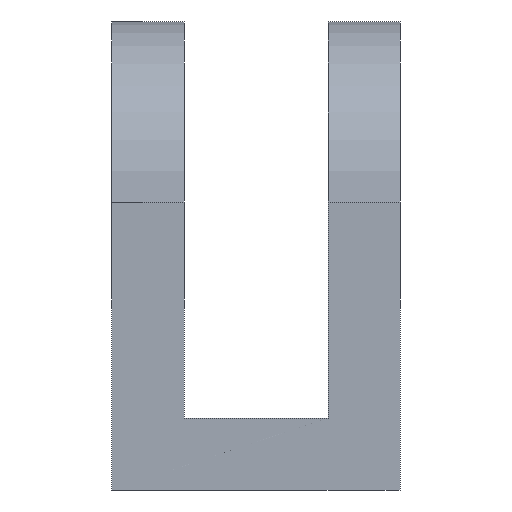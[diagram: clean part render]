
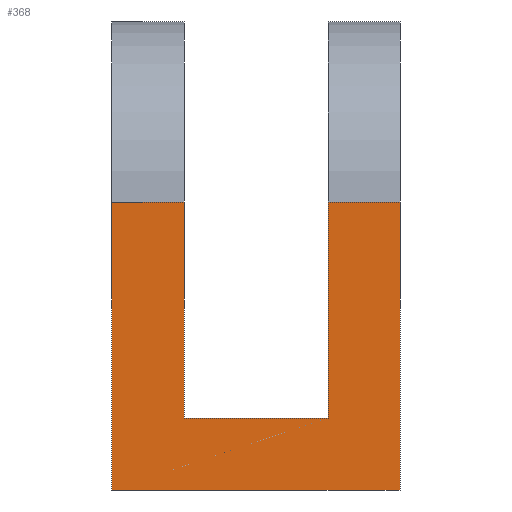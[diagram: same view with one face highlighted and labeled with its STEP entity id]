
A CAD part, front view. The second image highlights one B-rep face of the part: STEP entity #368.
In plain terms, the highlighted planar face has unit normal (0, -1, 0).
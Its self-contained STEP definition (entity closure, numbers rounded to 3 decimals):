
#28=PLANE('',#414);
#46=FACE_OUTER_BOUND('',#68,.T.);
#68=EDGE_LOOP('',(#303,#304,#305,#306,#307,#308,#309,#310));
#77=LINE('',#538,#111);
#78=LINE('',#541,#112);
#82=LINE('',#554,#116);
#85=LINE('',#562,#119);
#100=LINE('',#599,#134);
#102=LINE('',#608,#136);
#105=LINE('',#612,#139);
#106=LINE('',#613,#140);
#111=VECTOR('',#439,10.);
#112=VECTOR('',#442,10.);
#116=VECTOR('',#454,10.);
#119=VECTOR('',#461,10.);
#134=VECTOR('',#496,10.);
#136=VECTOR('',#506,10.);
#139=VECTOR('',#511,10.);
#140=VECTOR('',#512,10.);
#160=VERTEX_POINT('',#532);
#162=VERTEX_POINT('',#536);
#163=VERTEX_POINT('',#540);
#166=VERTEX_POINT('',#550);
#168=VERTEX_POINT('',#553);
#171=VERTEX_POINT('',#560);
#183=VERTEX_POINT('',#597);
#186=VERTEX_POINT('',#607);
#196=EDGE_CURVE('',#162,#160,#77,.T.);
#197=EDGE_CURVE('',#160,#163,#78,.T.);
#203=EDGE_CURVE('',#168,#166,#82,.T.);
#207=EDGE_CURVE('',#171,#166,#85,.T.);
#226=EDGE_CURVE('',#183,#171,#100,.T.);
#230=EDGE_CURVE('',#186,#163,#102,.T.);
#233=EDGE_CURVE('',#168,#162,#105,.T.);
#234=EDGE_CURVE('',#183,#186,#106,.T.);
#303=ORIENTED_EDGE('',*,*,#197,.F.);
#304=ORIENTED_EDGE('',*,*,#196,.F.);
#305=ORIENTED_EDGE('',*,*,#233,.F.);
#306=ORIENTED_EDGE('',*,*,#203,.T.);
#307=ORIENTED_EDGE('',*,*,#207,.F.);
#308=ORIENTED_EDGE('',*,*,#226,.F.);
#309=ORIENTED_EDGE('',*,*,#234,.T.);
#310=ORIENTED_EDGE('',*,*,#230,.T.);
#368=ADVANCED_FACE('',(#46),#28,.T.);
#414=AXIS2_PLACEMENT_3D('',#611,#509,#510);
#439=DIRECTION('',(0.,0.,1.));
#442=DIRECTION('',(1.,0.,0.));
#454=DIRECTION('',(0.,0.,1.));
#461=DIRECTION('',(1.,0.,0.));
#496=DIRECTION('',(0.,0.,1.));
#506=DIRECTION('',(0.,0.,1.));
#509=DIRECTION('center_axis',(0.,-1.,0.));
#510=DIRECTION('ref_axis',(1.,0.,0.));
#511=DIRECTION('',(1.,0.,0.));
#512=DIRECTION('',(1.,0.,0.));
#532=CARTESIAN_POINT('',(30.,0.,40.));
#536=CARTESIAN_POINT('',(30.,0.,10.));
#538=CARTESIAN_POINT('',(30.,0.,0.));
#540=CARTESIAN_POINT('',(40.,0.,40.));
#541=CARTESIAN_POINT('',(22.5,0.,40.));
#550=CARTESIAN_POINT('',(10.,0.,40.));
#553=CARTESIAN_POINT('',(10.,0.,10.));
#554=CARTESIAN_POINT('',(10.,0.,0.));
#560=CARTESIAN_POINT('',(0.,0.,40.));
#562=CARTESIAN_POINT('',(7.5,0.,40.));
#597=CARTESIAN_POINT('',(0.,0.,0.));
#599=CARTESIAN_POINT('',(0.,0.,0.));
#607=CARTESIAN_POINT('',(40.,0.,0.));
#608=CARTESIAN_POINT('',(40.,0.,0.));
#611=CARTESIAN_POINT('Origin',(10.,0.,0.));
#612=CARTESIAN_POINT('',(0.,0.,10.));
#613=CARTESIAN_POINT('',(0.,0.,0.));
